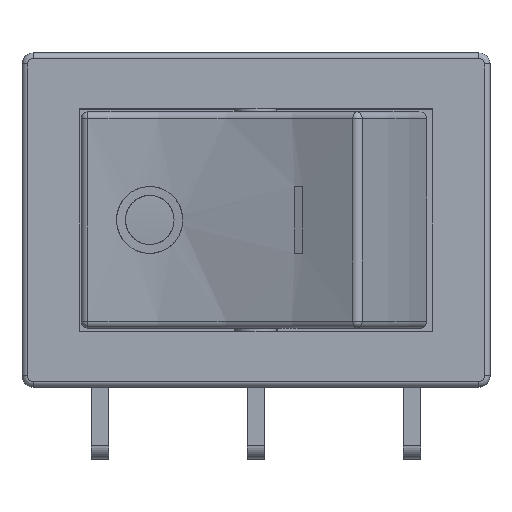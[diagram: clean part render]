
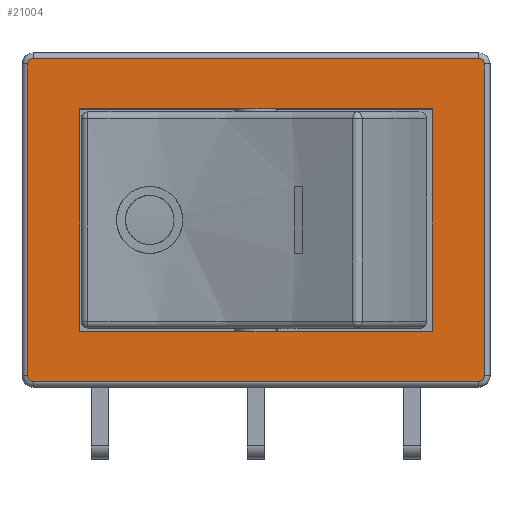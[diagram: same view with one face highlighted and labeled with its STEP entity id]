
A CAD part, top view. The second image highlights one B-rep face of the part: STEP entity #21004.
In plain terms, the highlighted planar face has unit normal (0, 0, 1).
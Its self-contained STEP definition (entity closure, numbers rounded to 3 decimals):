
#44=CIRCLE('',#21852,0.25);
#48=CIRCLE('',#21856,0.25);
#52=CIRCLE('',#21862,0.25);
#56=CIRCLE('',#21866,0.25);
#1185=FACE_BOUND('',#3350,.T.);
#2148=FACE_OUTER_BOUND('',#3349,.T.);
#3349=EDGE_LOOP('',(#18399,#18400,#18401,#18402,#18403,#18404,#18405,#18406));
#3350=EDGE_LOOP('',(#18407,#18408,#18409,#18410));
#5509=LINE('',#36363,#7826);
#5513=LINE('',#36372,#7830);
#5516=LINE('',#36376,#7833);
#5518=LINE('',#36380,#7835);
#5519=LINE('',#36386,#7836);
#5521=LINE('',#36422,#7838);
#5524=LINE('',#36429,#7841);
#5526=LINE('',#36460,#7843);
#7826=VECTOR('',#25388,10.);
#7830=VECTOR('',#25394,10.);
#7833=VECTOR('',#25399,10.);
#7835=VECTOR('',#25405,10.);
#7836=VECTOR('',#25410,10.);
#7838=VECTOR('',#25430,10.);
#7841=VECTOR('',#25437,10.);
#7843=VECTOR('',#25453,10.);
#9899=VERTEX_POINT('',#36360);
#9900=VERTEX_POINT('',#36362);
#9903=VERTEX_POINT('',#36369);
#9904=VERTEX_POINT('',#36371);
#9906=VERTEX_POINT('',#36383);
#9907=VERTEX_POINT('',#36385);
#9910=VERTEX_POINT('',#36400);
#9911=VERTEX_POINT('',#36413);
#9914=VERTEX_POINT('',#36420);
#9915=VERTEX_POINT('',#36425);
#9918=VERTEX_POINT('',#36440);
#9919=VERTEX_POINT('',#36453);
#12769=EDGE_CURVE('',#9900,#9899,#5509,.T.);
#12773=EDGE_CURVE('',#9904,#9903,#5513,.T.);
#12776=EDGE_CURVE('',#9903,#9900,#5516,.T.);
#12778=EDGE_CURVE('',#9899,#9904,#5518,.T.);
#12780=EDGE_CURVE('',#9906,#9907,#5519,.T.);
#12784=EDGE_CURVE('',#9910,#9906,#44,.T.);
#12788=EDGE_CURVE('',#9907,#9911,#48,.T.);
#12790=EDGE_CURVE('',#9914,#9910,#5521,.T.);
#12794=EDGE_CURVE('',#9911,#9915,#5524,.T.);
#12796=EDGE_CURVE('',#9918,#9914,#52,.T.);
#12800=EDGE_CURVE('',#9915,#9919,#56,.T.);
#12802=EDGE_CURVE('',#9919,#9918,#5526,.T.);
#18399=ORIENTED_EDGE('',*,*,#12780,.F.);
#18400=ORIENTED_EDGE('',*,*,#12784,.F.);
#18401=ORIENTED_EDGE('',*,*,#12790,.F.);
#18402=ORIENTED_EDGE('',*,*,#12796,.F.);
#18403=ORIENTED_EDGE('',*,*,#12802,.F.);
#18404=ORIENTED_EDGE('',*,*,#12800,.F.);
#18405=ORIENTED_EDGE('',*,*,#12794,.F.);
#18406=ORIENTED_EDGE('',*,*,#12788,.F.);
#18407=ORIENTED_EDGE('',*,*,#12773,.T.);
#18408=ORIENTED_EDGE('',*,*,#12776,.T.);
#18409=ORIENTED_EDGE('',*,*,#12769,.T.);
#18410=ORIENTED_EDGE('',*,*,#12778,.T.);
#19932=PLANE('',#21872);
#21004=ADVANCED_FACE('',(#2148,#1185),#19932,.T.);
#21852=AXIS2_PLACEMENT_3D('',#36402,#25416,#25417);
#21856=AXIS2_PLACEMENT_3D('',#36417,#25424,#25425);
#21862=AXIS2_PLACEMENT_3D('',#36442,#25440,#25441);
#21866=AXIS2_PLACEMENT_3D('',#36457,#25448,#25449);
#21872=AXIS2_PLACEMENT_3D('',#36470,#25467,#25468);
#25388=DIRECTION('',(-1.,0.,0.));
#25394=DIRECTION('',(1.,0.,0.));
#25399=DIRECTION('',(0.,-1.,0.));
#25405=DIRECTION('',(0.,1.,0.));
#25410=DIRECTION('',(1.,0.,0.));
#25416=DIRECTION('center_axis',(0.,0.,
-1.));
#25417=DIRECTION('ref_axis',(-0.707,0.707,0.));
#25424=DIRECTION('center_axis',(0.,0.,
-1.));
#25425=DIRECTION('ref_axis',(0.707,0.707,0.));
#25430=DIRECTION('',(0.,1.,0.));
#25437=DIRECTION('',(0.,-1.,0.));
#25440=DIRECTION('center_axis',(0.,0.,
-1.));
#25441=DIRECTION('ref_axis',(-0.707,-0.707,0.));
#25448=DIRECTION('center_axis',(0.,0.,
-1.));
#25449=DIRECTION('ref_axis',(0.707,-0.707,0.));
#25453=DIRECTION('',(-1.,0.,0.));
#25467=DIRECTION('center_axis',(0.,0.,
1.));
#25468=DIRECTION('ref_axis',(1.,0.,0.));
#36360=CARTESIAN_POINT('',(-7.9,-5.,13.6));
#36362=CARTESIAN_POINT('',(7.9,-5.,13.6));
#36363=CARTESIAN_POINT('',(-3.95,-5.,13.6));
#36369=CARTESIAN_POINT('',(7.9,5.,13.6));
#36371=CARTESIAN_POINT('',(-7.9,5.,13.6));
#36372=CARTESIAN_POINT('',(0.,5.,13.6));
#36376=CARTESIAN_POINT('',(7.9,2.25,13.6));
#36380=CARTESIAN_POINT('',(-7.9,2.25,13.6));
#36383=CARTESIAN_POINT('',(-10.,7.25,13.6));
#36385=CARTESIAN_POINT('',(10.,7.25,13.6));
#36386=CARTESIAN_POINT('',(-5.,7.25,13.6));
#36400=CARTESIAN_POINT('',(-10.25,7.,13.6));
#36402=CARTESIAN_POINT('Origin',(-10.,7.,13.6));
#36413=CARTESIAN_POINT('',(10.25,7.,13.6));
#36417=CARTESIAN_POINT('Origin',(10.,7.,13.6));
#36420=CARTESIAN_POINT('',(-10.25,-7.,13.6));
#36422=CARTESIAN_POINT('',(-10.25,-3.5,13.6));
#36425=CARTESIAN_POINT('',(10.25,-7.,13.6));
#36429=CARTESIAN_POINT('',(10.25,3.5,13.6));
#36440=CARTESIAN_POINT('',(-10.,-7.25,13.6));
#36442=CARTESIAN_POINT('Origin',(-10.,-7.,13.6));
#36453=CARTESIAN_POINT('',(10.,-7.25,13.6));
#36457=CARTESIAN_POINT('Origin',(10.,-7.,13.6));
#36460=CARTESIAN_POINT('',(5.,-7.25,13.6));
#36470=CARTESIAN_POINT('Origin',(0.,0.,13.6));
